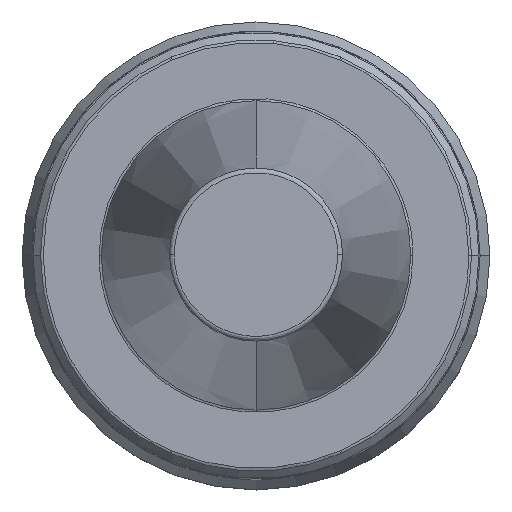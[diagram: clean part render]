
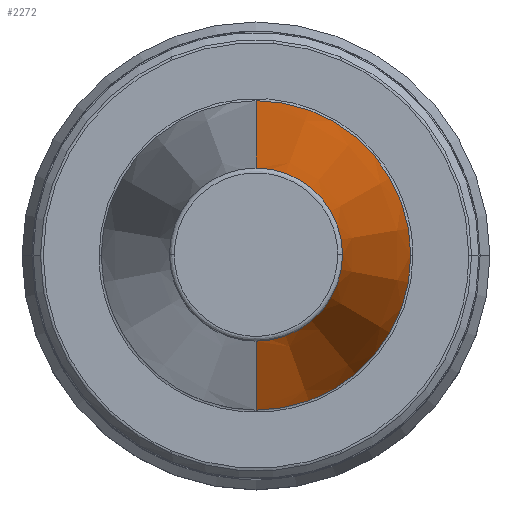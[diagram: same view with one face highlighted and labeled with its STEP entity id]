
A CAD part, top view. The second image highlights one B-rep face of the part: STEP entity #2272.
In plain terms, the highlighted conical face has half-angle 8.297 degrees and reference radius 8.879 mm.
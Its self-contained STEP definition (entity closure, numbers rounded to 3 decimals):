
#121 = CARTESIAN_POINT ( 'NONE',  ( 15.875, 0., 0. ) ) ;
#157 = CARTESIAN_POINT ( 'NONE',  ( 8.879, 0., 47.972 ) ) ;
#238 = CIRCLE ( 'NONE', #1826, 8.879 ) ;
#274 = CARTESIAN_POINT ( 'NONE',  ( 0., 8.879, 47.972 ) ) ;
#281 = CARTESIAN_POINT ( 'NONE',  ( 0., -15.875, 0. ) ) ;
#301 = AXIS2_PLACEMENT_3D ( 'NONE', #1637, #1633, #1631 ) ;
#303 = ORIENTED_EDGE ( 'NONE', *, *, #1793, .F. ) ;
#307 = DIRECTION ( 'NONE',  ( 0., 0.144, -0.99 ) ) ;
#456 = ORIENTED_EDGE ( 'NONE', *, *, #1207, .F. ) ;
#493 = VERTEX_POINT ( 'NONE', #1117 ) ;
#539 = CARTESIAN_POINT ( 'NONE',  ( 0., 8.879, 47.972 ) ) ;
#652 = AXIS2_PLACEMENT_3D ( 'NONE', #1964, #1941, #1969 ) ;
#666 = FACE_OUTER_BOUND ( 'NONE', #2434, .T. ) ;
#762 = ORIENTED_EDGE ( 'NONE', *, *, #3233, .T. ) ;
#794 = CARTESIAN_POINT ( 'NONE',  ( 0., -8.879, 47.972 ) ) ;
#1041 = LINE ( 'NONE', #794, #1502 ) ;
#1056 = DIRECTION ( 'NONE',  ( 1., 0., 0. ) ) ;
#1064 = LINE ( 'NONE', #274, #2277 ) ;
#1091 = DIRECTION ( 'NONE',  ( 0., -0.144, -0.99 ) ) ;
#1117 = CARTESIAN_POINT ( 'NONE',  ( 0., 15.875, 0. ) ) ;
#1207 = EDGE_CURVE ( 'NONE', #2784, #493, #1064, .T. ) ;
#1236 = VERTEX_POINT ( 'NONE', #157 ) ;
#1254 = AXIS2_PLACEMENT_3D ( 'NONE', #1432, #1428, #1427 ) ;
#1294 = VERTEX_POINT ( 'NONE', #121 ) ;
#1401 = CARTESIAN_POINT ( 'NONE',  ( 0., -8.879, 47.972 ) ) ;
#1427 = DIRECTION ( 'NONE',  ( 1., 0., 0. ) ) ;
#1428 = DIRECTION ( 'NONE',  ( 0., 0., 1. ) ) ;
#1432 = CARTESIAN_POINT ( 'NONE',  ( 0., 0., 0. ) ) ;
#1502 = VECTOR ( 'NONE', #1091, 1000. ) ;
#1569 = DIRECTION ( 'NONE',  ( 0., 0., 1. ) ) ;
#1613 = ORIENTED_EDGE ( 'NONE', *, *, #3103, .T. ) ;
#1631 = DIRECTION ( 'NONE',  ( -1., 0., 0. ) ) ;
#1633 = DIRECTION ( 'NONE',  ( 0., 0., 1. ) ) ;
#1637 = CARTESIAN_POINT ( 'NONE',  ( 0., 0., 47.972 ) ) ;
#1648 = AXIS2_PLACEMENT_3D ( 'NONE', #2238, #1569, #1056 ) ;
#1651 = CIRCLE ( 'NONE', #1648, 15.875 ) ;
#1793 = EDGE_CURVE ( 'NONE', #1236, #2784, #238, .T. ) ;
#1826 = AXIS2_PLACEMENT_3D ( 'NONE', #3332, #3331, #3326 ) ;
#1835 = CIRCLE ( 'NONE', #1254, 15.875 ) ;
#1941 = DIRECTION ( 'NONE',  ( 0., 0., -1. ) ) ;
#1964 = CARTESIAN_POINT ( 'NONE',  ( 0., 0., 47.972 ) ) ;
#1969 = DIRECTION ( 'NONE',  ( 0., 1., 0. ) ) ;
#1975 = CIRCLE ( 'NONE', #301, 8.879 ) ;
#2040 = CONICAL_SURFACE ( 'NONE', #652, 8.879, 0.145 ) ;
#2238 = CARTESIAN_POINT ( 'NONE',  ( 0., 0., 0. ) ) ;
#2272 = ADVANCED_FACE ( 'NONE', ( #666 ), #2040, .T. ) ;
#2277 = VECTOR ( 'NONE', #307, 1000. ) ;
#2404 = EDGE_CURVE ( 'NONE', #2576, #1236, #1975, .T. ) ;
#2434 = EDGE_LOOP ( 'NONE', ( #2764, #762, #2770, #1613, #456, #303 ) ) ;
#2546 = EDGE_CURVE ( 'NONE', #3364, #1294, #1835, .T. ) ;
#2576 = VERTEX_POINT ( 'NONE', #1401 ) ;
#2764 = ORIENTED_EDGE ( 'NONE', *, *, #2404, .F. ) ;
#2770 = ORIENTED_EDGE ( 'NONE', *, *, #2546, .T. ) ;
#2784 = VERTEX_POINT ( 'NONE', #539 ) ;
#3103 = EDGE_CURVE ( 'NONE', #1294, #493, #1651, .T. ) ;
#3233 = EDGE_CURVE ( 'NONE', #2576, #3364, #1041, .T. ) ;
#3326 = DIRECTION ( 'NONE',  ( -1., 0., 0. ) ) ;
#3331 = DIRECTION ( 'NONE',  ( 0., 0., 1. ) ) ;
#3332 = CARTESIAN_POINT ( 'NONE',  ( 0., 0., 47.972 ) ) ;
#3364 = VERTEX_POINT ( 'NONE', #281 ) ;
